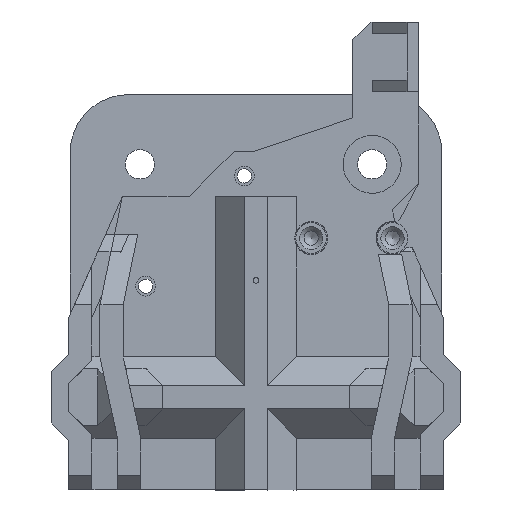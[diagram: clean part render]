
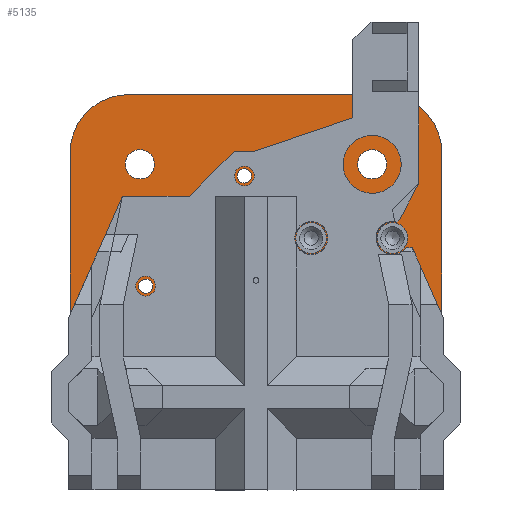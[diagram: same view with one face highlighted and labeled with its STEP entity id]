
A CAD part, front view. The second image highlights one B-rep face of the part: STEP entity #5135.
In plain terms, the highlighted planar face has unit normal (0, -1, 0).
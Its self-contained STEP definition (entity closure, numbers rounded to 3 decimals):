
#52=FACE_BOUND('',#601,.T.);
#53=FACE_BOUND('',#602,.T.);
#54=FACE_BOUND('',#603,.T.);
#55=FACE_BOUND('',#604,.T.);
#56=FACE_BOUND('',#605,.T.);
#57=FACE_BOUND('',#606,.T.);
#58=FACE_BOUND('',#607,.T.);
#120=PLANE('',#5450);
#338=FACE_OUTER_BOUND('',#600,.T.);
#600=EDGE_LOOP('',(#3633,#3634,#3635,#3636,#3637,#3638,#3639,#3640,#3641,
#3642));
#601=EDGE_LOOP('',(#3643));
#602=EDGE_LOOP('',(#3644));
#603=EDGE_LOOP('',(#3645));
#604=EDGE_LOOP('',(#3646));
#605=EDGE_LOOP('',(#3647));
#606=EDGE_LOOP('',(#3648));
#607=EDGE_LOOP('',(#3649));
#927=LINE('',#7246,#1585);
#938=LINE('',#7270,#1596);
#939=LINE('',#7273,#1597);
#940=LINE('',#7277,#1598);
#941=LINE('',#7279,#1599);
#942=LINE('',#7281,#1600);
#943=LINE('',#7285,#1601);
#1585=VECTOR('',#5854,10.);
#1596=VECTOR('',#5875,10.);
#1597=VECTOR('',#5878,10.);
#1598=VECTOR('',#5881,10.);
#1599=VECTOR('',#5882,10.);
#1600=VECTOR('',#5883,10.);
#1601=VECTOR('',#5886,10.);
#2240=CIRCLE('',#5451,12.);
#2241=CIRCLE('',#5452,10.);
#2242=CIRCLE('',#5453,10.);
#2243=CIRCLE('',#5454,2.635);
#2244=CIRCLE('',#5455,2.635);
#2245=CIRCLE('',#5456,1.23);
#2246=CIRCLE('',#5457,1.23);
#2247=CIRCLE('',#5458,3.6);
#2248=CIRCLE('',#5459,2.53);
#2249=CIRCLE('',#5460,2.53);
#2342=VERTEX_POINT('',#7243);
#2343=VERTEX_POINT('',#7245);
#2351=VERTEX_POINT('',#7268);
#2352=VERTEX_POINT('',#7272);
#2353=VERTEX_POINT('',#7274);
#2354=VERTEX_POINT('',#7276);
#2355=VERTEX_POINT('',#7278);
#2356=VERTEX_POINT('',#7280);
#2357=VERTEX_POINT('',#7282);
#2358=VERTEX_POINT('',#7284);
#2359=VERTEX_POINT('',#7287);
#2360=VERTEX_POINT('',#7289);
#2361=VERTEX_POINT('',#7291);
#2362=VERTEX_POINT('',#7293);
#2363=VERTEX_POINT('',#7295);
#2364=VERTEX_POINT('',#7297);
#2365=VERTEX_POINT('',#7299);
#2846=EDGE_CURVE('',#2343,#2342,#927,.T.);
#2859=EDGE_CURVE('',#2351,#2342,#938,.T.);
#2860=EDGE_CURVE('',#2351,#2352,#939,.T.);
#2861=EDGE_CURVE('',#2352,#2353,#2240,.T.);
#2862=EDGE_CURVE('',#2353,#2354,#940,.T.);
#2863=EDGE_CURVE('',#2355,#2354,#941,.T.);
#2864=EDGE_CURVE('',#2355,#2356,#942,.T.);
#2865=EDGE_CURVE('',#2357,#2356,#2241,.T.);
#2866=EDGE_CURVE('',#2357,#2358,#943,.T.);
#2867=EDGE_CURVE('',#2343,#2358,#2242,.T.);
#2868=EDGE_CURVE('',#2359,#2359,#2243,.T.);
#2869=EDGE_CURVE('',#2360,#2360,#2244,.T.);
#2870=EDGE_CURVE('',#2361,#2361,#2245,.T.);
#2871=EDGE_CURVE('',#2362,#2362,#2246,.T.);
#2872=EDGE_CURVE('',#2363,#2363,#2247,.T.);
#2873=EDGE_CURVE('',#2364,#2364,#2248,.T.);
#2874=EDGE_CURVE('',#2365,#2365,#2249,.T.);
#3633=ORIENTED_EDGE('',*,*,#2859,.F.);
#3634=ORIENTED_EDGE('',*,*,#2860,.T.);
#3635=ORIENTED_EDGE('',*,*,#2861,.T.);
#3636=ORIENTED_EDGE('',*,*,#2862,.T.);
#3637=ORIENTED_EDGE('',*,*,#2863,.F.);
#3638=ORIENTED_EDGE('',*,*,#2864,.T.);
#3639=ORIENTED_EDGE('',*,*,#2865,.F.);
#3640=ORIENTED_EDGE('',*,*,#2866,.T.);
#3641=ORIENTED_EDGE('',*,*,#2867,.F.);
#3642=ORIENTED_EDGE('',*,*,#2846,.T.);
#3643=ORIENTED_EDGE('',*,*,#2868,.T.);
#3644=ORIENTED_EDGE('',*,*,#2869,.T.);
#3645=ORIENTED_EDGE('',*,*,#2870,.T.);
#3646=ORIENTED_EDGE('',*,*,#2871,.T.);
#3647=ORIENTED_EDGE('',*,*,#2872,.T.);
#3648=ORIENTED_EDGE('',*,*,#2873,.T.);
#3649=ORIENTED_EDGE('',*,*,#2874,.T.);
#5135=ADVANCED_FACE('',(#338,#52,#53,#54,#55,#56,#57,#58),#120,.T.);
#5450=AXIS2_PLACEMENT_3D('',#7271,#5876,#5877);
#5451=AXIS2_PLACEMENT_3D('',#7275,#5879,#5880);
#5452=AXIS2_PLACEMENT_3D('',#7283,#5884,#5885);
#5453=AXIS2_PLACEMENT_3D('',#7286,#5887,#5888);
#5454=AXIS2_PLACEMENT_3D('',#7288,#5889,#5890);
#5455=AXIS2_PLACEMENT_3D('',#7290,#5891,#5892);
#5456=AXIS2_PLACEMENT_3D('',#7292,#5893,#5894);
#5457=AXIS2_PLACEMENT_3D('',#7294,#5895,#5896);
#5458=AXIS2_PLACEMENT_3D('',#7296,#5897,#5898);
#5459=AXIS2_PLACEMENT_3D('',#7298,#5899,#5900);
#5460=AXIS2_PLACEMENT_3D('',#7300,#5901,#5902);
#5854=DIRECTION('',(0.,0.,-1.));
#5875=DIRECTION('',(-1.,0.,0.));
#5876=DIRECTION('center_axis',(0.,-1.,0.));
#5877=DIRECTION('ref_axis',(1.,0.,0.));
#5878=DIRECTION('',(0.,0.,-1.));
#5879=DIRECTION('center_axis',(0.,-1.,0.));
#5880=DIRECTION('ref_axis',(-1.,0.,0.));
#5881=DIRECTION('',(0.,0.,1.));
#5882=DIRECTION('',(-1.,0.,0.));
#5883=DIRECTION('',(0.,0.,1.));
#5884=DIRECTION('center_axis',(0.,1.,0.));
#5885=DIRECTION('ref_axis',(0.707,0.,0.707));
#5886=DIRECTION('',(-1.,0.,0.));
#5887=DIRECTION('center_axis',(0.,1.,0.));
#5888=DIRECTION('ref_axis',(-0.707,0.,0.707));
#5889=DIRECTION('center_axis',(0.,1.,0.));
#5890=DIRECTION('ref_axis',(1.,0.,0.));
#5891=DIRECTION('center_axis',(0.,1.,0.));
#5892=DIRECTION('ref_axis',(1.,0.,0.));
#5893=DIRECTION('center_axis',(0.,1.,0.));
#5894=DIRECTION('ref_axis',(1.,0.,0.));
#5895=DIRECTION('center_axis',(0.,1.,0.));
#5896=DIRECTION('ref_axis',(1.,0.,0.));
#5897=DIRECTION('center_axis',(0.,1.,0.));
#5898=DIRECTION('ref_axis',(-1.,0.,0.));
#5899=DIRECTION('center_axis',(0.,1.,0.));
#5900=DIRECTION('ref_axis',(-1.,0.,0.));
#5901=DIRECTION('center_axis',(0.,1.,0.));
#5902=DIRECTION('ref_axis',(-1.,0.,0.));
#7243=CARTESIAN_POINT('',(348.,-17.778,-530.015));
#7245=CARTESIAN_POINT('',(348.,-17.778,-494.455));
#7246=CARTESIAN_POINT('',(348.,-17.778,-484.455));
#7268=CARTESIAN_POINT('',(368.,-17.778,-530.015));
#7270=CARTESIAN_POINT('',(364.,-17.778,-530.015));
#7271=CARTESIAN_POINT('Origin',(380.,-17.778,-516.455));
#7272=CARTESIAN_POINT('',(368.,-17.778,-536.455));
#7273=CARTESIAN_POINT('',(368.,-17.778,-532.515));
#7274=CARTESIAN_POINT('',(392.,-17.778,-536.455));
#7275=CARTESIAN_POINT('Origin',(380.,-17.778,-536.455));
#7276=CARTESIAN_POINT('',(392.,-17.778,-530.015));
#7277=CARTESIAN_POINT('',(392.,-17.778,-536.455));
#7278=CARTESIAN_POINT('',(412.,-17.778,-530.015));
#7279=CARTESIAN_POINT('',(386.,-17.778,-530.015));
#7280=CARTESIAN_POINT('',(412.,-17.778,-494.455));
#7281=CARTESIAN_POINT('',(412.,-17.778,-532.515));
#7282=CARTESIAN_POINT('',(402.,-17.778,-484.455));
#7283=CARTESIAN_POINT('Origin',(402.,-17.778,-494.455));
#7284=CARTESIAN_POINT('',(358.,-17.778,-484.455));
#7285=CARTESIAN_POINT('',(412.,-17.778,-484.455));
#7286=CARTESIAN_POINT('Origin',(358.,-17.778,-494.455));
#7287=CARTESIAN_POINT('',(400.865,-17.778,-509.155));
#7288=CARTESIAN_POINT('Origin',(403.5,-17.778,-509.155));
#7289=CARTESIAN_POINT('',(386.865,-17.778,-509.155));
#7290=CARTESIAN_POINT('Origin',(389.5,-17.778,-509.155));
#7291=CARTESIAN_POINT('',(376.771,-17.778,-498.455));
#7292=CARTESIAN_POINT('Origin',(378.,-17.778,-498.455));
#7293=CARTESIAN_POINT('',(359.771,-17.778,-517.455));
#7294=CARTESIAN_POINT('Origin',(361.,-17.778,-517.455));
#7295=CARTESIAN_POINT('',(383.6,-17.778,-536.455));
#7296=CARTESIAN_POINT('Origin',(380.,-17.778,-536.455));
#7297=CARTESIAN_POINT('',(402.53,-17.778,-496.455));
#7298=CARTESIAN_POINT('Origin',(400.,-17.778,-496.455));
#7299=CARTESIAN_POINT('',(362.53,-17.778,-496.455));
#7300=CARTESIAN_POINT('Origin',(360.,-17.778,-496.455));
